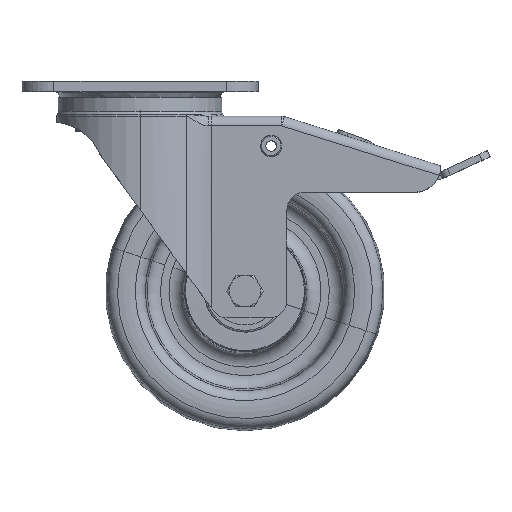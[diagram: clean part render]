
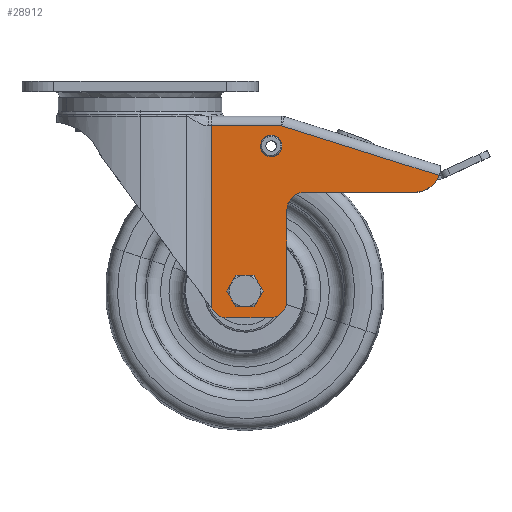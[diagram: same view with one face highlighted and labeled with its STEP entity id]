
A CAD part, top view. The second image highlights one B-rep face of the part: STEP entity #28912.
In plain terms, the highlighted face is planar.
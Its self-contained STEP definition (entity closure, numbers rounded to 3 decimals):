
#246 = DIRECTION ( 'NONE',  ( 0., 1., 0. ) ) ;
#419 = CARTESIAN_POINT ( 'NONE',  ( 12.04, 109.295, -253.366 ) ) ;
#570 = DIRECTION ( 'NONE',  ( -0.409, 0., 0.912 ) ) ;
#1013 = EDGE_CURVE ( 'NONE', #11654, #27064, #50650, .T. ) ;
#1924 = CARTESIAN_POINT ( 'NONE',  ( 12.04, 99.295, -253.366 ) ) ;
#2031 = DIRECTION ( 'NONE',  ( 0., -1., 0. ) ) ;
#5893 = VERTEX_POINT ( 'NONE', #16998 ) ;
#6122 = DIRECTION ( 'NONE',  ( -0.912, 0., -0.409 ) ) ;
#6786 = DIRECTION ( 'NONE',  ( -0.912, 0., -0.409 ) ) ;
#6829 = CIRCLE ( 'NONE', #19086, 10. ) ;
#7375 = ORIENTED_EDGE ( 'NONE', *, *, #14662, .T. ) ;
#7492 = CIRCLE ( 'NONE', #51889, 6.15 ) ;
#8007 = ORIENTED_EDGE ( 'NONE', *, *, #58374, .T. ) ;
#8018 = CARTESIAN_POINT ( 'NONE',  ( 3.854, 47.398, -235.117 ) ) ;
#8321 = CARTESIAN_POINT ( 'NONE',  ( 43.555, 118.914, -323.623 ) ) ;
#8688 = CARTESIAN_POINT ( 'NONE',  ( -26.433, 153.014, -167.599 ) ) ;
#9197 = AXIS2_PLACEMENT_3D ( 'NONE', #51866, #47052, #24095 ) ;
#9500 = DIRECTION ( 'NONE',  ( 0.912, 0., 0.409 ) ) ;
#9685 = ORIENTED_EDGE ( 'NONE', *, *, #17578, .T. ) ;
#10118 = AXIS2_PLACEMENT_3D ( 'NONE', #8688, #41212, #12978 ) ;
#10671 = VERTEX_POINT ( 'NONE', #59162 ) ;
#10795 = VECTOR ( 'NONE', #49351, 1000. ) ;
#11063 = ORIENTED_EDGE ( 'NONE', *, *, #12484, .T. ) ;
#11654 = VERTEX_POINT ( 'NONE', #31602 ) ;
#11699 = AXIS2_PLACEMENT_3D ( 'NONE', #33588, #6122, #38667 ) ;
#12484 = EDGE_CURVE ( 'NONE', #27505, #52277, #22489, .T. ) ;
#12572 = VECTOR ( 'NONE', #42793, 1000. ) ;
#12978 = DIRECTION ( 'NONE',  ( 0., 1., 0. ) ) ;
#13003 = AXIS2_PLACEMENT_3D ( 'NONE', #1924, #6786, #39535 ) ;
#13451 = VERTEX_POINT ( 'NONE', #39148 ) ;
#14662 = EDGE_CURVE ( 'NONE', #49053, #52367, #54946, .T. ) ;
#16488 = EDGE_CURVE ( 'NONE', #13451, #18357, #7492, .T. ) ;
#16526 = CARTESIAN_POINT ( 'NONE',  ( -1.876, 52.795, -222.344 ) ) ;
#16998 = CARTESIAN_POINT ( 'NONE',  ( 37.824, 109.295, -310.847 ) ) ;
#17425 = LINE ( 'NONE', #35438, #25393 ) ;
#17578 = EDGE_CURVE ( 'NONE', #36980, #59735, #30648, .T. ) ;
#17589 = DIRECTION ( 'NONE',  ( 0.912, 0., 0.409 ) ) ;
#18279 = DIRECTION ( 'NONE',  ( -0.912, 0., -0.409 ) ) ;
#18357 = VERTEX_POINT ( 'NONE', #55373 ) ;
#19086 = AXIS2_PLACEMENT_3D ( 'NONE', #8018, #17589, #35845 ) ;
#19263 = DIRECTION ( 'NONE',  ( 0.409, 0., -0.912 ) ) ;
#19642 = CARTESIAN_POINT ( 'NONE',  ( -26.433, 147.295, -167.599 ) ) ;
#19822 = ORIENTED_EDGE ( 'NONE', *, *, #24003, .T. ) ;
#21020 = EDGE_LOOP ( 'NONE', ( #35455, #9685 ) ) ;
#21120 = AXIS2_PLACEMENT_3D ( 'NONE', #51309, #9500, #38158 ) ;
#21830 = DIRECTION ( 'NONE',  ( -0.409, 0., 0.912 ) ) ;
#21921 = CARTESIAN_POINT ( 'NONE',  ( 0.621, 52.795, -227.909 ) ) ;
#22489 = LINE ( 'NONE', #8321, #10795 ) ;
#23218 = AXIS2_PLACEMENT_3D ( 'NONE', #16526, #35407, #21830 ) ;
#23248 = CIRCLE ( 'NONE', #13003, 10. ) ;
#23444 = LINE ( 'NONE', #19642, #40182 ) ;
#23453 = CIRCLE ( 'NONE', #21120, 15. ) ;
#24003 = EDGE_CURVE ( 'NONE', #43444, #5893, #45278, .T. ) ;
#24095 = DIRECTION ( 'NONE',  ( -0.409, 0., 0.912 ) ) ;
#24166 = DIRECTION ( 'NONE',  ( 0.912, 0., 0.409 ) ) ;
#24219 = ORIENTED_EDGE ( 'NONE', *, *, #41353, .T. ) ;
#25142 = VECTOR ( 'NONE', #19263, 1000. ) ;
#25393 = VECTOR ( 'NONE', #54079, 1000. ) ;
#25749 = CARTESIAN_POINT ( 'NONE',  ( -9.776, 43.195, -204.731 ) ) ;
#27064 = VERTEX_POINT ( 'NONE', #29864 ) ;
#27232 = ORIENTED_EDGE ( 'NONE', *, *, #1013, .T. ) ;
#27485 = CIRCLE ( 'NONE', #9197, 6.15 ) ;
#27505 = VERTEX_POINT ( 'NONE', #54100 ) ;
#28345 = CARTESIAN_POINT ( 'NONE',  ( -26.433, 109.295, -167.599 ) ) ;
#28912 = ADVANCED_FACE ( 'NONE', ( #58641, #33937, #36844 ), #36913, .T. ) ;
#28963 = DIRECTION ( 'NONE',  ( -0.409, 0., 0.912 ) ) ;
#29691 = CARTESIAN_POINT ( 'NONE',  ( -9.776, 153.014, -204.731 ) ) ;
#29864 = CARTESIAN_POINT ( 'NONE',  ( 7.947, 99.295, -244.241 ) ) ;
#30648 = CIRCLE ( 'NONE', #23218, 6.1 ) ;
#30888 = VERTEX_POINT ( 'NONE', #25749 ) ;
#31602 = CARTESIAN_POINT ( 'NONE',  ( 7.947, 47.398, -244.241 ) ) ;
#32970 = EDGE_CURVE ( 'NONE', #52277, #59781, #23444, .T. ) ;
#33169 = CARTESIAN_POINT ( 'NONE',  ( -4.372, 52.795, -216.778 ) ) ;
#33588 = CARTESIAN_POINT ( 'NONE',  ( -1.876, 52.795, -222.344 ) ) ;
#33937 = FACE_OUTER_BOUND ( 'NONE', #55429, .T. ) ;
#34689 = CIRCLE ( 'NONE', #39968, 10. ) ;
#35407 = DIRECTION ( 'NONE',  ( -0.912, 0., -0.409 ) ) ;
#35438 = CARTESIAN_POINT ( 'NONE',  ( -35.865, 131.206, -146.571 ) ) ;
#35455 = ORIENTED_EDGE ( 'NONE', *, *, #41550, .T. ) ;
#35845 = DIRECTION ( 'NONE',  ( -0.409, 0., 0.912 ) ) ;
#36040 = ORIENTED_EDGE ( 'NONE', *, *, #56356, .T. ) ;
#36258 = ORIENTED_EDGE ( 'NONE', *, *, #46336, .T. ) ;
#36844 = FACE_BOUND ( 'NONE', #21020, .T. ) ;
#36913 = PLANE ( 'NONE',  #10118 ) ;
#36980 = VERTEX_POINT ( 'NONE', #21921 ) ;
#37147 = EDGE_LOOP ( 'NONE', ( #50391, #50425 ) ) ;
#37318 = EDGE_CURVE ( 'NONE', #18357, #13451, #27485, .T. ) ;
#38158 = DIRECTION ( 'NONE',  ( 0., 1., 0. ) ) ;
#38667 = DIRECTION ( 'NONE',  ( -0.409, 0., 0.912 ) ) ;
#38804 = CIRCLE ( 'NONE', #11699, 6.1 ) ;
#39148 = CARTESIAN_POINT ( 'NONE',  ( 1.746, 135.795, -230.419 ) ) ;
#39452 = CARTESIAN_POINT ( 'NONE',  ( -5.969, 37.398, -213.22 ) ) ;
#39535 = DIRECTION ( 'NONE',  ( 0., 1., 0. ) ) ;
#39968 = AXIS2_PLACEMENT_3D ( 'NONE', #56637, #24166, #570 ) ;
#40182 = VECTOR ( 'NONE', #28963, 1000. ) ;
#41212 = DIRECTION ( 'NONE',  ( 0.912, 0., 0.409 ) ) ;
#41353 = EDGE_CURVE ( 'NONE', #52367, #11654, #6829, .T. ) ;
#41550 = EDGE_CURVE ( 'NONE', #59735, #36980, #38804, .T. ) ;
#42793 = DIRECTION ( 'NONE',  ( 0.409, 0., -0.912 ) ) ;
#43444 = VERTEX_POINT ( 'NONE', #419 ) ;
#43681 = ORIENTED_EDGE ( 'NONE', *, *, #32970, .T. ) ;
#45278 = LINE ( 'NONE', #28345, #12572 ) ;
#45340 = ORIENTED_EDGE ( 'NONE', *, *, #60338, .T. ) ;
#46336 = EDGE_CURVE ( 'NONE', #30888, #10671, #17425, .T. ) ;
#47003 = CARTESIAN_POINT ( 'NONE',  ( 7.947, 153.014, -244.241 ) ) ;
#47052 = DIRECTION ( 'NONE',  ( -0.912, 0., -0.409 ) ) ;
#48080 = ORIENTED_EDGE ( 'NONE', *, *, #49062, .T. ) ;
#49053 = VERTEX_POINT ( 'NONE', #39452 ) ;
#49062 = EDGE_CURVE ( 'NONE', #59781, #30888, #60035, .T. ) ;
#49351 = DIRECTION ( 'NONE',  ( -0.39, 0.301, 0.87 ) ) ;
#50391 = ORIENTED_EDGE ( 'NONE', *, *, #16488, .T. ) ;
#50425 = ORIENTED_EDGE ( 'NONE', *, *, #37318, .T. ) ;
#50650 = LINE ( 'NONE', #47003, #52812 ) ;
#50915 = DIRECTION ( 'NONE',  ( -0.409, 0., 0.912 ) ) ;
#51309 = CARTESIAN_POINT ( 'NONE',  ( 37.824, 124.295, -310.847 ) ) ;
#51866 = CARTESIAN_POINT ( 'NONE',  ( 4.263, 135.795, -236.03 ) ) ;
#51889 = AXIS2_PLACEMENT_3D ( 'NONE', #60299, #18279, #50915 ) ;
#52277 = VERTEX_POINT ( 'NONE', #56458 ) ;
#52367 = VERTEX_POINT ( 'NONE', #56661 ) ;
#52812 = VECTOR ( 'NONE', #246, 1000. ) ;
#54079 = DIRECTION ( 'NONE',  ( 0.24, -0.81, -0.535 ) ) ;
#54100 = CARTESIAN_POINT ( 'NONE',  ( 43.555, 118.914, -323.623 ) ) ;
#54946 = LINE ( 'NONE', #55987, #25142 ) ;
#55373 = CARTESIAN_POINT ( 'NONE',  ( 6.78, 135.795, -241.641 ) ) ;
#55429 = EDGE_LOOP ( 'NONE', ( #45340, #7375, #24219, #27232, #8007, #19822, #36040, #11063, #43681, #48080, #36258 ) ) ;
#55987 = CARTESIAN_POINT ( 'NONE',  ( -26.433, 37.398, -167.599 ) ) ;
#56286 = CARTESIAN_POINT ( 'NONE',  ( -9.776, 147.295, -204.731 ) ) ;
#56356 = EDGE_CURVE ( 'NONE', #5893, #27505, #23453, .T. ) ;
#56458 = CARTESIAN_POINT ( 'NONE',  ( 6.715, 147.295, -241.494 ) ) ;
#56637 = CARTESIAN_POINT ( 'NONE',  ( -5.969, 47.398, -213.22 ) ) ;
#56661 = CARTESIAN_POINT ( 'NONE',  ( 3.854, 37.398, -235.117 ) ) ;
#58374 = EDGE_CURVE ( 'NONE', #27064, #43444, #23248, .T. ) ;
#58583 = VECTOR ( 'NONE', #2031, 1000. ) ;
#58641 = FACE_BOUND ( 'NONE', #37147, .T. ) ;
#59162 = CARTESIAN_POINT ( 'NONE',  ( -9.283, 41.532, -205.83 ) ) ;
#59735 = VERTEX_POINT ( 'NONE', #33169 ) ;
#59781 = VERTEX_POINT ( 'NONE', #56286 ) ;
#60035 = LINE ( 'NONE', #29691, #58583 ) ;
#60299 = CARTESIAN_POINT ( 'NONE',  ( 4.263, 135.795, -236.03 ) ) ;
#60338 = EDGE_CURVE ( 'NONE', #10671, #49053, #34689, .T. ) ;
